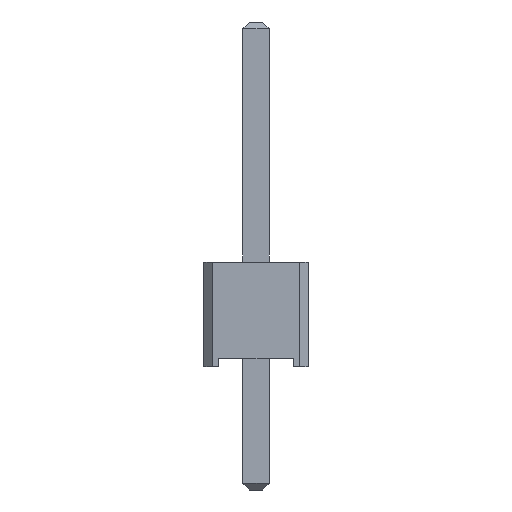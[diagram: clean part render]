
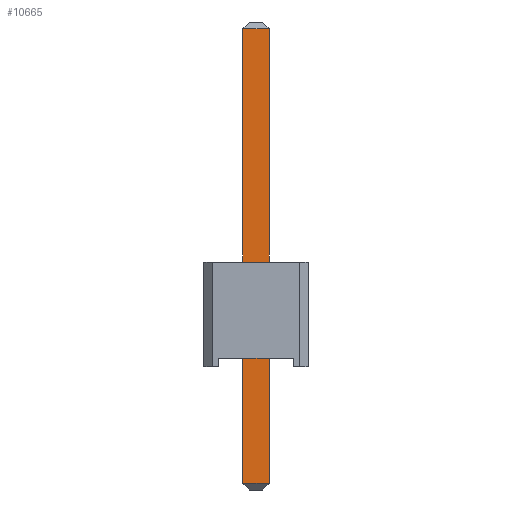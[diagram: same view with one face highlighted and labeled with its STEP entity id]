
A CAD part, left-side view. The second image highlights one B-rep face of the part: STEP entity #10665.
In plain terms, the highlighted planar face has unit normal (-1, 0, 0).
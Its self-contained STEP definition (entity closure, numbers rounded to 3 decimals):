
#10549 = EDGE_CURVE('',#10550,#10552,#10554,.T.);
#10550 = VERTEX_POINT('',#10551);
#10551 = CARTESIAN_POINT('',(-0.32,0.32,-2.84));
#10552 = VERTEX_POINT('',#10553);
#10553 = CARTESIAN_POINT('',(-0.32,0.32,8.22));
#10554 = SURFACE_CURVE('',#10555,(#10559,#10571),.PCURVE_S1.);
#10555 = LINE('',#10556,#10557);
#10556 = CARTESIAN_POINT('',(-0.32,0.32,-3.));
#10557 = VECTOR('',#10558,1.);
#10558 = DIRECTION('',(0.,0.,1.));
#10559 = PCURVE('',#10560,#10565);
#10560 = PLANE('',#10561);
#10561 = AXIS2_PLACEMENT_3D('',#10562,#10563,#10564);
#10562 = CARTESIAN_POINT('',(-0.32,0.32,-3.));
#10563 = DIRECTION('',(0.,1.,0.));
#10564 = DIRECTION('',(1.,0.,0.));
#10565 = DEFINITIONAL_REPRESENTATION('',(#10566),#10570);
#10566 = LINE('',#10567,#10568);
#10567 = CARTESIAN_POINT('',(0.,0.));
#10568 = VECTOR('',#10569,1.);
#10569 = DIRECTION('',(0.,-1.));
#10570 = ( GEOMETRIC_REPRESENTATION_CONTEXT(2) 
PARAMETRIC_REPRESENTATION_CONTEXT() REPRESENTATION_CONTEXT('2D SPACE',''
  ) );
#10571 = PCURVE('',#10572,#10577);
#10572 = PLANE('',#10573);
#10573 = AXIS2_PLACEMENT_3D('',#10574,#10575,#10576);
#10574 = CARTESIAN_POINT('',(-0.32,-0.32,-3.));
#10575 = DIRECTION('',(-1.,0.,0.));
#10576 = DIRECTION('',(0.,1.,0.));
#10577 = DEFINITIONAL_REPRESENTATION('',(#10578),#10582);
#10578 = LINE('',#10579,#10580);
#10579 = CARTESIAN_POINT('',(0.64,0.));
#10580 = VECTOR('',#10581,1.);
#10581 = DIRECTION('',(0.,-1.));
#10582 = ( GEOMETRIC_REPRESENTATION_CONTEXT(2) 
PARAMETRIC_REPRESENTATION_CONTEXT() REPRESENTATION_CONTEXT('2D SPACE',''
  ) );
#10665 = ADVANCED_FACE('',(#10666),#10572,.T.);
#10666 = FACE_BOUND('',#10667,.T.);
#10667 = EDGE_LOOP('',(#10668,#10698,#10724,#10725));
#10668 = ORIENTED_EDGE('',*,*,#10669,.T.);
#10669 = EDGE_CURVE('',#10670,#10672,#10674,.T.);
#10670 = VERTEX_POINT('',#10671);
#10671 = CARTESIAN_POINT('',(-0.32,-0.32,-2.84));
#10672 = VERTEX_POINT('',#10673);
#10673 = CARTESIAN_POINT('',(-0.32,-0.32,8.22));
#10674 = SURFACE_CURVE('',#10675,(#10679,#10686),.PCURVE_S1.);
#10675 = LINE('',#10676,#10677);
#10676 = CARTESIAN_POINT('',(-0.32,-0.32,-3.));
#10677 = VECTOR('',#10678,1.);
#10678 = DIRECTION('',(0.,0.,1.));
#10679 = PCURVE('',#10572,#10680);
#10680 = DEFINITIONAL_REPRESENTATION('',(#10681),#10685);
#10681 = LINE('',#10682,#10683);
#10682 = CARTESIAN_POINT('',(0.,0.));
#10683 = VECTOR('',#10684,1.);
#10684 = DIRECTION('',(0.,-1.));
#10685 = ( GEOMETRIC_REPRESENTATION_CONTEXT(2) 
PARAMETRIC_REPRESENTATION_CONTEXT() REPRESENTATION_CONTEXT('2D SPACE',''
  ) );
#10686 = PCURVE('',#10687,#10692);
#10687 = PLANE('',#10688);
#10688 = AXIS2_PLACEMENT_3D('',#10689,#10690,#10691);
#10689 = CARTESIAN_POINT('',(0.32,-0.32,-3.));
#10690 = DIRECTION('',(0.,-1.,0.));
#10691 = DIRECTION('',(-1.,0.,0.));
#10692 = DEFINITIONAL_REPRESENTATION('',(#10693),#10697);
#10693 = LINE('',#10694,#10695);
#10694 = CARTESIAN_POINT('',(0.64,0.));
#10695 = VECTOR('',#10696,1.);
#10696 = DIRECTION('',(0.,-1.));
#10697 = ( GEOMETRIC_REPRESENTATION_CONTEXT(2) 
PARAMETRIC_REPRESENTATION_CONTEXT() REPRESENTATION_CONTEXT('2D SPACE',''
  ) );
#10698 = ORIENTED_EDGE('',*,*,#10699,.T.);
#10699 = EDGE_CURVE('',#10672,#10552,#10700,.T.);
#10700 = SURFACE_CURVE('',#10701,(#10705,#10712),.PCURVE_S1.);
#10701 = LINE('',#10702,#10703);
#10702 = CARTESIAN_POINT('',(-0.32,-0.32,8.22));
#10703 = VECTOR('',#10704,1.);
#10704 = DIRECTION('',(0.,1.,0.));
#10705 = PCURVE('',#10572,#10706);
#10706 = DEFINITIONAL_REPRESENTATION('',(#10707),#10711);
#10707 = LINE('',#10708,#10709);
#10708 = CARTESIAN_POINT('',(0.,-11.22));
#10709 = VECTOR('',#10710,1.);
#10710 = DIRECTION('',(1.,0.));
#10711 = ( GEOMETRIC_REPRESENTATION_CONTEXT(2) 
PARAMETRIC_REPRESENTATION_CONTEXT() REPRESENTATION_CONTEXT('2D SPACE',''
  ) );
#10712 = PCURVE('',#10713,#10718);
#10713 = PLANE('',#10714);
#10714 = AXIS2_PLACEMENT_3D('',#10715,#10716,#10717);
#10715 = CARTESIAN_POINT('',(-0.24,-0.32,8.3));
#10716 = DIRECTION('',(-0.707,0.,
    0.707));
#10717 = DIRECTION('',(0.,-1.,0.));
#10718 = DEFINITIONAL_REPRESENTATION('',(#10719),#10723);
#10719 = LINE('',#10720,#10721);
#10720 = CARTESIAN_POINT('',(0.,-0.113));
#10721 = VECTOR('',#10722,1.);
#10722 = DIRECTION('',(-1.,0.));
#10723 = ( GEOMETRIC_REPRESENTATION_CONTEXT(2) 
PARAMETRIC_REPRESENTATION_CONTEXT() REPRESENTATION_CONTEXT('2D SPACE',''
  ) );
#10724 = ORIENTED_EDGE('',*,*,#10549,.F.);
#10725 = ORIENTED_EDGE('',*,*,#10726,.F.);
#10726 = EDGE_CURVE('',#10670,#10550,#10727,.T.);
#10727 = SURFACE_CURVE('',#10728,(#10732,#10739),.PCURVE_S1.);
#10728 = LINE('',#10729,#10730);
#10729 = CARTESIAN_POINT('',(-0.32,-0.32,-2.84));
#10730 = VECTOR('',#10731,1.);
#10731 = DIRECTION('',(0.,1.,0.));
#10732 = PCURVE('',#10572,#10733);
#10733 = DEFINITIONAL_REPRESENTATION('',(#10734),#10738);
#10734 = LINE('',#10735,#10736);
#10735 = CARTESIAN_POINT('',(0.,-0.16));
#10736 = VECTOR('',#10737,1.);
#10737 = DIRECTION('',(1.,0.));
#10738 = ( GEOMETRIC_REPRESENTATION_CONTEXT(2) 
PARAMETRIC_REPRESENTATION_CONTEXT() REPRESENTATION_CONTEXT('2D SPACE',''
  ) );
#10739 = PCURVE('',#10740,#10745);
#10740 = PLANE('',#10741);
#10741 = AXIS2_PLACEMENT_3D('',#10742,#10743,#10744);
#10742 = CARTESIAN_POINT('',(-0.24,-0.32,-2.92));
#10743 = DIRECTION('',(0.707,0.,0.707));
#10744 = DIRECTION('',(0.,-1.,0.));
#10745 = DEFINITIONAL_REPRESENTATION('',(#10746),#10750);
#10746 = LINE('',#10747,#10748);
#10747 = CARTESIAN_POINT('',(0.,-0.113));
#10748 = VECTOR('',#10749,1.);
#10749 = DIRECTION('',(-1.,0.));
#10750 = ( GEOMETRIC_REPRESENTATION_CONTEXT(2) 
PARAMETRIC_REPRESENTATION_CONTEXT() REPRESENTATION_CONTEXT('2D SPACE',''
  ) );
